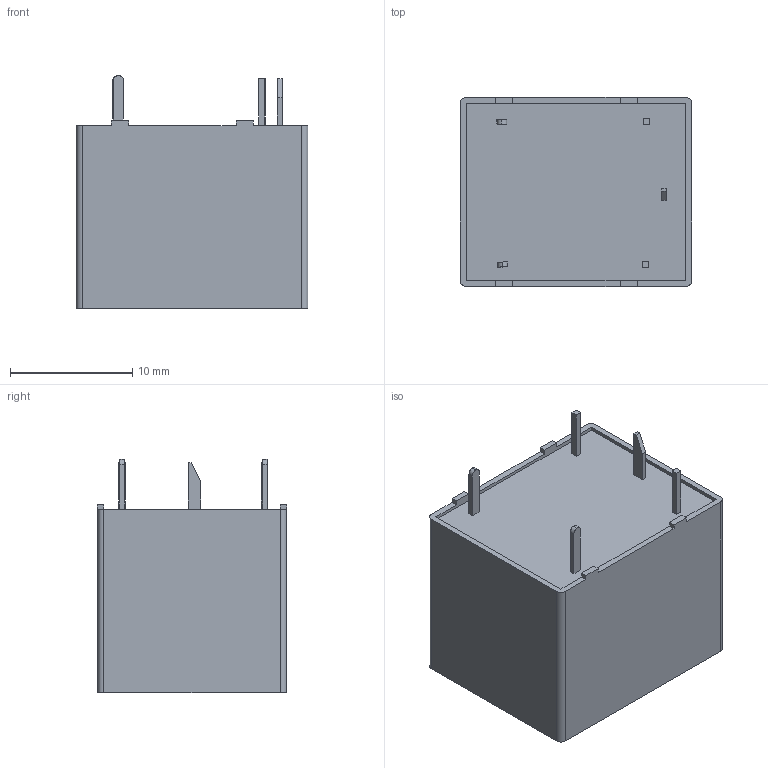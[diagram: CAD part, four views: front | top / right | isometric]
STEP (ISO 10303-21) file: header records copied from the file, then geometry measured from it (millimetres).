
FILE_DESCRIPTION (( 'STEP AP203' ), '1' );
FILE_NAME ('T73-2.STP', '2014-08-28T08:16:18', ( '' ), ( '' ), 'SwSTEP 2.0', 'SolidWorks 2010', '' );
FILE_SCHEMA (( 'CONFIG_CONTROL_DESIGN' ));
Length unit declared in the file: millimetre
Products named in the file (5): T73-2; 錨璃t73揖え褐; 錨璃T73竘盄褐; 錨璃揖え褐; t73褲1
Assembly tree (6 placements, depth 2):
  T73-2
    錨璃t73揖え褐
    錨璃揖え褐  x2
    錨璃T73竘盄褐  x2
    t73褲1
Bounding box: 19 x 15.5 x 19.1 mm (x, y, z)
Volume: 1295.1 mm3; surface area: 3008.5 mm2
Topology: 6 solids, 6 shells, 121 faces, 307 edges, 200 vertices
Faces by surface type: plane 91, cylinder 26, sphere 2, torus 2
Entity records: 3843 total; most frequent: CARTESIAN_POINT 577, DIRECTION 562, ORIENTED_EDGE 556, EDGE_CURVE 278, VECTOR 228, LINE 228, VERTEX_POINT 182, AXIS2_PLACEMENT_3D 167
